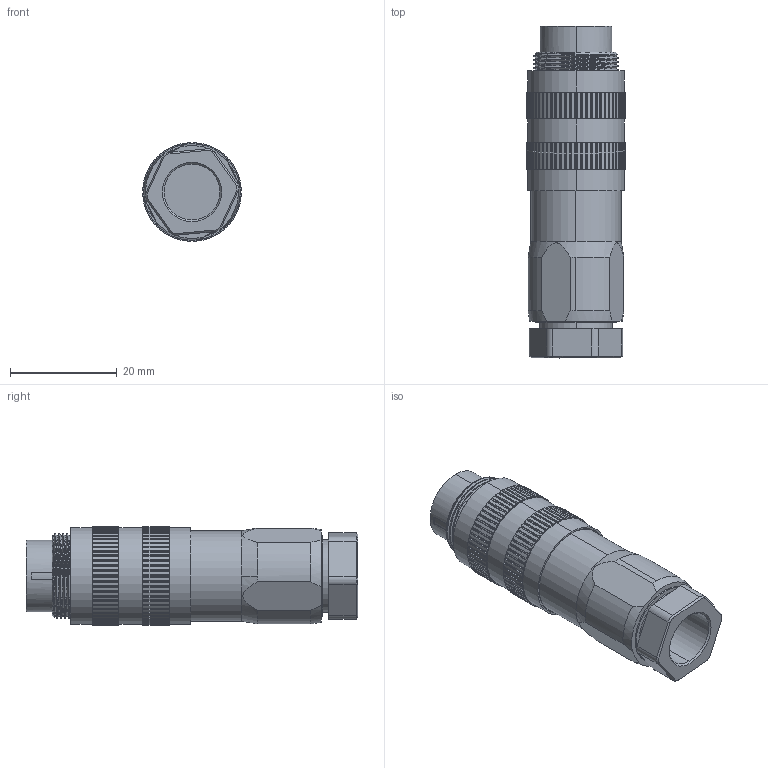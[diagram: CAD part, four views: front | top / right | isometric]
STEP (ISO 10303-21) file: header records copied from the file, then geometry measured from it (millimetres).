
FILE_DESCRIPTION (( 'STEP AP203' ), '1' );
FILE_NAME ('P297-PG9.STEP', '2020-04-01T03:30:06', ( 'edpusr' ), ( 'Microsoft' ), 'SwSTEP 2.0', 'SolidWorks 2015', '' );
FILE_SCHEMA (( 'CONFIG_CONTROL_DESIGN' ));
Length unit declared in the file: millimetre
Products named in the file (1): P297-PG9
Bounding box: 18.5 x 62.25 x 18.5 mm (x, y, z)
Volume: 12659.8 mm3; surface area: 6185.9 mm2
Topology: 1 solids, 2 shells, 677 faces, 1908 edges, 1258 vertices
Faces by surface type: cylinder 312, plane 308, cone 39, bspline 15, torus 3
Entity records: 24377 total; most frequent: CARTESIAN_POINT 6340, DIRECTION 3833, ORIENTED_EDGE 3816, EDGE_CURVE 1908, AXIS2_PLACEMENT_3D 1327, VERTEX_POINT 1258, LINE 1179, VECTOR 1179
